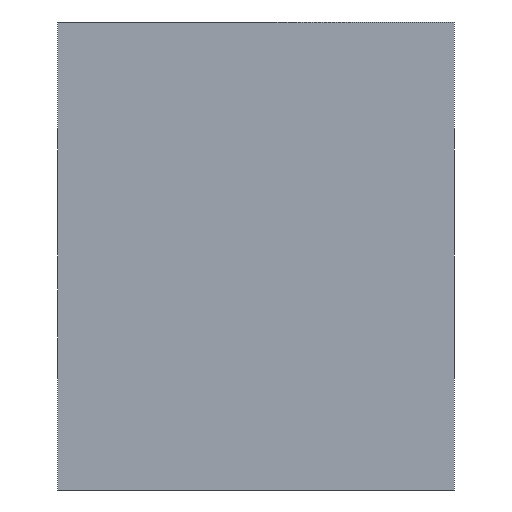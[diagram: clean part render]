
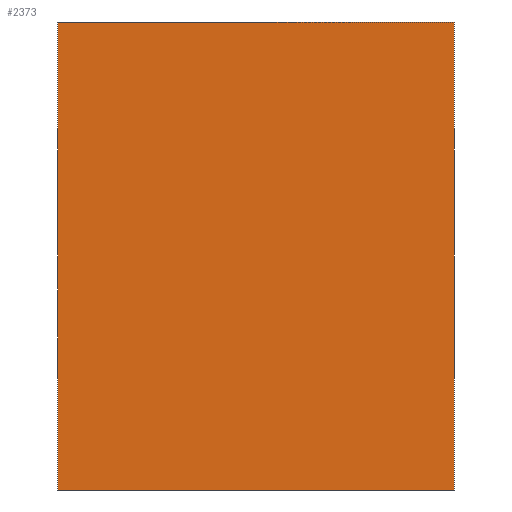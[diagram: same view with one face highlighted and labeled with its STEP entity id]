
A CAD part, left-side view. The second image highlights one B-rep face of the part: STEP entity #2373.
In plain terms, the highlighted planar face has unit normal (-1, 0, 0).
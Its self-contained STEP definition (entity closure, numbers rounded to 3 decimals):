
#24 = DIRECTION ( 'NONE',  ( 0., 0., -1. ) ) ;
#101 = VERTEX_POINT ( 'NONE', #762 ) ;
#498 = EDGE_LOOP ( 'NONE', ( #4158, #2773, #3204, #4344 ) ) ;
#547 = CARTESIAN_POINT ( 'NONE',  ( -25.5, 5.5, -6.5 ) ) ;
#591 = EDGE_CURVE ( 'NONE', #898, #101, #981, .T. ) ;
#684 = PLANE ( 'NONE',  #844 ) ;
#693 = VECTOR ( 'NONE', #4157, 1000. ) ;
#720 = EDGE_CURVE ( 'NONE', #101, #3574, #1114, .T. ) ;
#762 = CARTESIAN_POINT ( 'NONE',  ( -25.5, -5.5, -6.5 ) ) ;
#844 = AXIS2_PLACEMENT_3D ( 'NONE', #3990, #4807, #24 ) ;
#898 = VERTEX_POINT ( 'NONE', #3264 ) ;
#981 = LINE ( 'NONE', #547, #3073 ) ;
#1071 = VECTOR ( 'NONE', #5002, 1000. ) ;
#1112 = VERTEX_POINT ( 'NONE', #1124 ) ;
#1114 = LINE ( 'NONE', #3492, #1071 ) ;
#1124 = CARTESIAN_POINT ( 'NONE',  ( -25.5, 5.5, 6.5 ) ) ;
#1561 = DIRECTION ( 'NONE',  ( 0., -1., 0. ) ) ;
#2373 = ADVANCED_FACE ( 'NONE', ( #4632 ), #684, .F. ) ;
#2496 = EDGE_CURVE ( 'NONE', #1112, #3574, #3132, .T. ) ;
#2773 = ORIENTED_EDGE ( 'NONE', *, *, #2496, .F. ) ;
#2807 = EDGE_CURVE ( 'NONE', #898, #1112, #3000, .T. ) ;
#3000 = LINE ( 'NONE', #4576, #693 ) ;
#3073 = VECTOR ( 'NONE', #3337, 1000. ) ;
#3132 = LINE ( 'NONE', #4733, #3688 ) ;
#3204 = ORIENTED_EDGE ( 'NONE', *, *, #2807, .F. ) ;
#3264 = CARTESIAN_POINT ( 'NONE',  ( -25.5, 5.5, -6.5 ) ) ;
#3337 = DIRECTION ( 'NONE',  ( 0., -1., 0. ) ) ;
#3492 = CARTESIAN_POINT ( 'NONE',  ( -25.5, -5.5, -6.5 ) ) ;
#3574 = VERTEX_POINT ( 'NONE', #4186 ) ;
#3688 = VECTOR ( 'NONE', #1561, 1000. ) ;
#3990 = CARTESIAN_POINT ( 'NONE',  ( -25.5, 5.5, -6.5 ) ) ;
#4157 = DIRECTION ( 'NONE',  ( 0., 0., 1. ) ) ;
#4158 = ORIENTED_EDGE ( 'NONE', *, *, #720, .T. ) ;
#4186 = CARTESIAN_POINT ( 'NONE',  ( -25.5, -5.5, 6.5 ) ) ;
#4344 = ORIENTED_EDGE ( 'NONE', *, *, #591, .T. ) ;
#4576 = CARTESIAN_POINT ( 'NONE',  ( -25.5, 5.5, -6.5 ) ) ;
#4632 = FACE_OUTER_BOUND ( 'NONE', #498, .T. ) ;
#4733 = CARTESIAN_POINT ( 'NONE',  ( -25.5, 5.5, 6.5 ) ) ;
#4807 = DIRECTION ( 'NONE',  ( 1., 0., 0. ) ) ;
#5002 = DIRECTION ( 'NONE',  ( 0., 0., 1. ) ) ;
